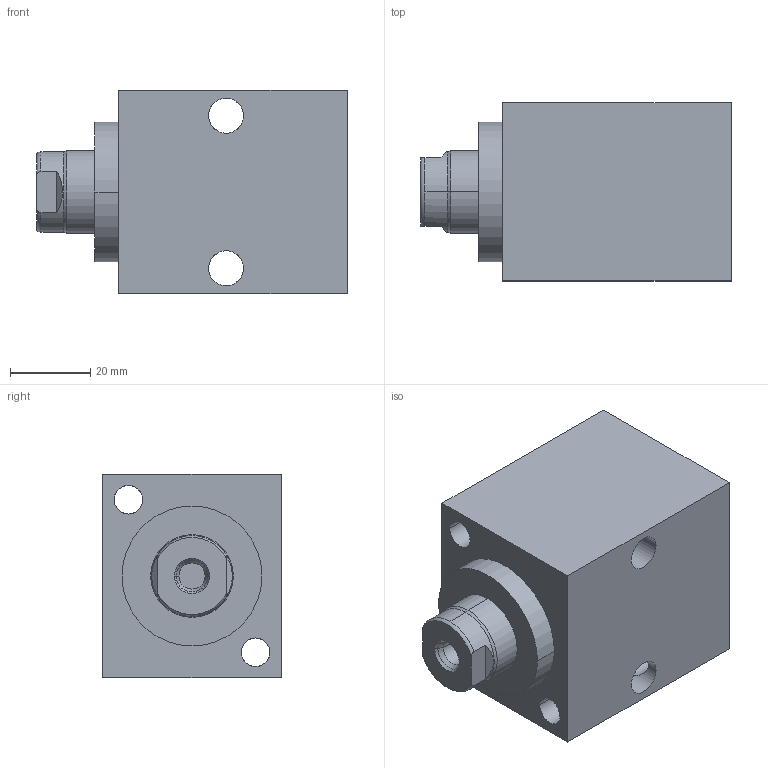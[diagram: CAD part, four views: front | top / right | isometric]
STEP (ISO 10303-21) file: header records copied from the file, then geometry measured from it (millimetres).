
FILE_DESCRIPTION((''),'2;1');
FILE_NAME('ILC20121000','2005-04-06T',('KR'),(''),'PRO/ENGINEER BY PARAMETRIC TECHNOLOGY CORPORATION, 2004290','PRO/ENGINEER BY PARAMETRIC TECHNOLOGY CORPORATION, 2004290','');
FILE_SCHEMA(('AUTOMOTIVE_DESIGN_CC2 { 1 2 10303 214 -1 1 5 2 }'));
Length unit declared in the file: inch
Products named in the file (1): ILC20121000
Bounding box: 77.47 x 44.45 x 50.8 mm (x, y, z)
Volume: 124900 mm3; surface area: 23014.5 mm2
Topology: 1 solids, 2 shells, 71 faces, 168 edges, 104 vertices
Faces by surface type: cylinder 33, plane 20, cone 16, torus 2
Entity records: 3105 total; most frequent: CARTESIAN_POINT 542, DIRECTION 376, ORIENTED_EDGE 332, PRESENTATION_STYLE_ASSIGNMENT 188, STYLED_ITEM 170, CURVE_STYLE 168, EDGE_CURVE 168, AXIS2_PLACEMENT_3D 150
